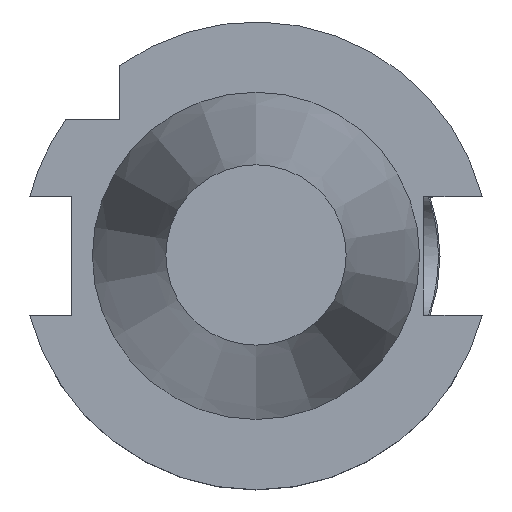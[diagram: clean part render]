
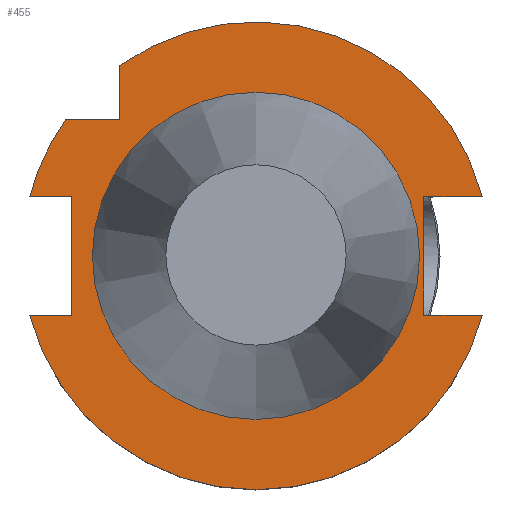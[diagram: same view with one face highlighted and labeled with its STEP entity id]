
A CAD part, top view. The second image highlights one B-rep face of the part: STEP entity #455.
In plain terms, the highlighted planar face has unit normal (0, 0, 1).
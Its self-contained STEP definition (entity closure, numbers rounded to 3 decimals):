
#222=EDGE_CURVE('240[2]',#630,#631,#632,.T.);
#227=EDGE_CURVE('240[2]',#610,#638,#639,.T.);
#287=EDGE_CURVE('240[2]',#727,#728,#729,.T.);
#295=EDGE_CURVE('240[2]',#740,#610,#741,.T.);
#324=EDGE_CURVE('240[2]',#749,#728,#781,.T.);
#389=EDGE_CURVE('240[2]',#749,#870,#871,.T.);
#400=EDGE_CURVE('240[2]',#882,#727,#883,.T.);
#447=EDGE_CURVE('240[2]',#909,#638,#940,.T.);
#455=ADVANCED_FACE('240[2]',(#950,#951),#952,.T.);
#467=EDGE_CURVE('240[2]',#966,#966,#967,.T.);
#490=EDGE_CURVE('240[2]',#909,#882,#995,.T.);
#502=EDGE_CURVE('240[2]',#870,#630,#1010,.T.);
#507=EDGE_CURVE('240[2]',#740,#631,#1016,.T.);
#610=VERTEX_POINT('',#1165);
#630=VERTEX_POINT('',#1195);
#631=VERTEX_POINT('',#1196);
#632=LINE('',#1197,#1198);
#638=VERTEX_POINT('',#1206);
#639=LINE('',#1207,#1208);
#727=VERTEX_POINT('',#1399);
#728=VERTEX_POINT('',#1400);
#729=LINE('',#1401,#1402);
#740=VERTEX_POINT('',#1416);
#741=LINE('',#1417,#1418);
#749=VERTEX_POINT('',#1430);
#781=CIRCLE('',#1474,31.775);
#870=VERTEX_POINT('',#1637);
#871=LINE('',#1638,#1639);
#882=VERTEX_POINT('',#1656);
#883=LINE('',#1657,#1658);
#909=VERTEX_POINT('',#1731);
#940=CIRCLE('',#1807,31.775);
#950=FACE_OUTER_BOUND('',#1820,.T.);
#951=FACE_BOUND('',#1821,.T.);
#952=PLANE('',#1822);
#966=VERTEX_POINT('',#1861);
#967=CIRCLE('',#1862,22.225);
#995=LINE('',#1922,#1923);
#1010=LINE('',#1943,#1944);
#1016=CIRCLE('',#1952,31.775);
#1165=CARTESIAN_POINT('',(-18.5,18.5,-1.));
#1195=CARTESIAN_POINT('',(22.8,8.05,-1.));
#1196=CARTESIAN_POINT('',(30.738,8.05,-1.));
#1197=CARTESIAN_POINT('',(14.025,8.05,-1.));
#1198=VECTOR('',#2106,1.0);
#1206=CARTESIAN_POINT('',(-25.834,18.5,-1.));
#1207=CARTESIAN_POINT('',(-11.833,18.5,-1.));
#1208=VECTOR('',#2115,1.0);
#1399=CARTESIAN_POINT('',(-25.,-8.05,-1.));
#1400=CARTESIAN_POINT('',(-30.738,-8.05,-1.));
#1401=CARTESIAN_POINT('',(-14.575,-8.05,-1.));
#1402=VECTOR('',#2203,1.0);
#1416=CARTESIAN_POINT('',(-18.5,25.834,-1.));
#1417=CARTESIAN_POINT('',(-18.5,25.333,-1.));
#1418=VECTOR('',#2224,1.0);
#1430=CARTESIAN_POINT('',(30.738,-8.05,-1.));
#1474=AXIS2_PLACEMENT_3D('',#2274,#2275,#2276);
#1637=CARTESIAN_POINT('',(22.8,-8.05,-1.));
#1638=CARTESIAN_POINT('',(14.025,-8.05,-1.));
#1639=VECTOR('',#2390,1.0);
#1656=CARTESIAN_POINT('',(-25.0,8.05,-1.));
#1657=CARTESIAN_POINT('',(-25.0,13.5,-1.));
#1658=VECTOR('',#2397,1.0);
#1731=CARTESIAN_POINT('',(-30.738,8.05,-1.));
#1807=AXIS2_PLACEMENT_3D('',#2447,#2448,#2449);
#1820=EDGE_LOOP('',(#2460,#2461,#2462,#2463,#2464,#2465,#2466,#2467,#2468,#2469,#2470));
#1821=EDGE_LOOP('',(#2471));
#1822=AXIS2_PLACEMENT_3D('',#2472,#2473,#2474);
#1861=CARTESIAN_POINT('',(0.,22.225,-1.));
#1862=AXIS2_PLACEMENT_3D('',#2482,#2483,#2484);
#1922=CARTESIAN_POINT('',(-14.575,8.05,-1.));
#1923=VECTOR('',#2517,1.0);
#1943=CARTESIAN_POINT('',(22.8,13.5,-1.));
#1944=VECTOR('',#2546,1.0);
#1952=AXIS2_PLACEMENT_3D('',#2555,#2556,#2557);
#2106=DIRECTION('',(1.0,0.0,0.));
#2115=DIRECTION('',(-1.0,0.,0.));
#2203=DIRECTION('',(-1.0,0.,0.));
#2224=DIRECTION('',(0.,-1.0,0.));
#2274=CARTESIAN_POINT('',(0.,0.,-1.));
#2275=DIRECTION('',(0.,0.,-1.0));
#2276=DIRECTION('',(0.,1.0,0.));
#2390=DIRECTION('',(-1.0,0.,0.));
#2397=DIRECTION('',(0.,-1.0,0.));
#2447=CARTESIAN_POINT('',(0.,0.,-1.));
#2448=DIRECTION('',(0.,0.,-1.0));
#2449=DIRECTION('',(0.,1.0,0.));
#2460=ORIENTED_EDGE('',*,*,#227,.T.);
#2461=ORIENTED_EDGE('',*,*,#447,.F.);
#2462=ORIENTED_EDGE('',*,*,#490,.T.);
#2463=ORIENTED_EDGE('',*,*,#400,.T.);
#2464=ORIENTED_EDGE('',*,*,#287,.T.);
#2465=ORIENTED_EDGE('',*,*,#324,.F.);
#2466=ORIENTED_EDGE('',*,*,#389,.T.);
#2467=ORIENTED_EDGE('',*,*,#502,.T.);
#2468=ORIENTED_EDGE('',*,*,#222,.T.);
#2469=ORIENTED_EDGE('',*,*,#507,.F.);
#2470=ORIENTED_EDGE('',*,*,#295,.T.);
#2471=ORIENTED_EDGE('',*,*,#467,.T.);
#2472=CARTESIAN_POINT('',(0.,27.0,-1.));
#2473=DIRECTION('',(0.,0.,1.0));
#2474=DIRECTION('',(0.,-1.0,0.));
#2482=CARTESIAN_POINT('',(0.,0.,-1.));
#2483=DIRECTION('',(0.,0.,-1.0));
#2484=DIRECTION('',(0.,1.0,0.));
#2517=DIRECTION('',(1.0,0.,0.));
#2546=DIRECTION('',(0.,1.0,0.));
#2555=CARTESIAN_POINT('',(0.,0.,-1.));
#2556=DIRECTION('',(0.,0.,-1.0));
#2557=DIRECTION('',(0.,1.0,0.));
